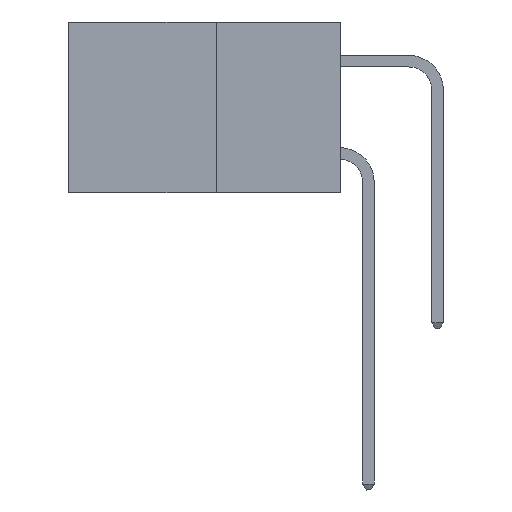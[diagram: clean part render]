
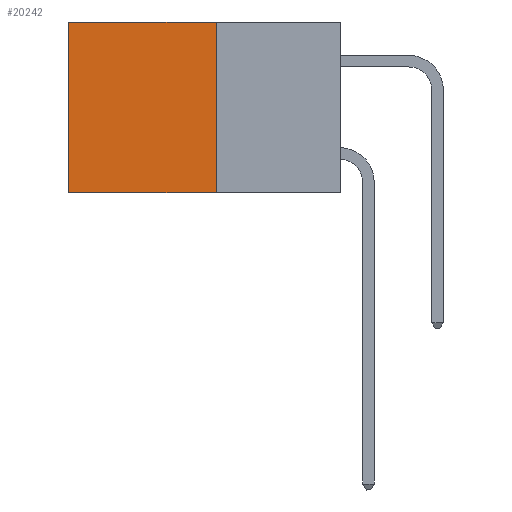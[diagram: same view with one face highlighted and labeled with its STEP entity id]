
A CAD part, left-side view. The second image highlights one B-rep face of the part: STEP entity #20242.
In plain terms, the highlighted planar face has unit normal (-1, 0, 0).
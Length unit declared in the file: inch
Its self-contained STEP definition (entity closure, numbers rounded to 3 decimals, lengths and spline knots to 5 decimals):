
#823 = AXIS2_PLACEMENT_3D ( 'NONE', #1108, #17961, #3684 ) ;
#1108 = CARTESIAN_POINT ( 'NONE',  ( 0.277, 0.27, -0.37 ) ) ;
#1995 = VERTEX_POINT ( 'NONE', #18729 ) ;
#3684 = DIRECTION ( 'NONE',  ( 0., 0., -1. ) ) ;
#3846 = EDGE_CURVE ( 'NONE', #27407, #1995, #11618, .T. ) ;
#4978 = VECTOR ( 'NONE', #12367, 39.37008 ) ;
#5445 = CARTESIAN_POINT ( 'NONE',  ( 0.277, 0.59, -0.37 ) ) ;
#5460 = EDGE_LOOP ( 'NONE', ( #20096, #22160, #20439, #14933 ) ) ;
#5613 = EDGE_CURVE ( 'NONE', #1995, #10011, #16319, .T. ) ;
#7813 = DIRECTION ( 'NONE',  ( 0., 0., -1. ) ) ;
#8863 = FACE_OUTER_BOUND ( 'NONE', #5460, .T. ) ;
#9255 = VECTOR ( 'NONE', #15503, 39.37008 ) ;
#9926 = EDGE_CURVE ( 'NONE', #23556, #10011, #12104, .T. ) ;
#10011 = VERTEX_POINT ( 'NONE', #5445 ) ;
#11618 = LINE ( 'NONE', #23553, #29334 ) ;
#12104 = LINE ( 'NONE', #23906, #4978 ) ;
#12367 = DIRECTION ( 'NONE',  ( 0., 1., 0. ) ) ;
#14023 = CARTESIAN_POINT ( 'NONE',  ( 0.277, 0.27, 0. ) ) ;
#14933 = ORIENTED_EDGE ( 'NONE', *, *, #3846, .T. ) ;
#15503 = DIRECTION ( 'NONE',  ( 0., 0., -1. ) ) ;
#15630 = PLANE ( 'NONE',  #823 ) ;
#16319 = LINE ( 'NONE', #22856, #9255 ) ;
#17463 = EDGE_CURVE ( 'NONE', #27407, #23556, #21154, .T. ) ;
#17681 = CARTESIAN_POINT ( 'NONE',  ( 0.277, 0.27, -0.37 ) ) ;
#17961 = DIRECTION ( 'NONE',  ( 1., 0., 0. ) ) ;
#18729 = CARTESIAN_POINT ( 'NONE',  ( 0.277, 0.59, 0. ) ) ;
#20096 = ORIENTED_EDGE ( 'NONE', *, *, #5613, .T. ) ;
#20242 = ADVANCED_FACE ( 'NONE', ( #8863 ), #15630, .F. ) ;
#20439 = ORIENTED_EDGE ( 'NONE', *, *, #17463, .F. ) ;
#21154 = LINE ( 'NONE', #28679, #25752 ) ;
#22160 = ORIENTED_EDGE ( 'NONE', *, *, #9926, .F. ) ;
#22856 = CARTESIAN_POINT ( 'NONE',  ( 0.277, 0.59, -0.37 ) ) ;
#23485 = DIRECTION ( 'NONE',  ( 0., 1., 0. ) ) ;
#23553 = CARTESIAN_POINT ( 'NONE',  ( 0.277, 0.27, 0. ) ) ;
#23556 = VERTEX_POINT ( 'NONE', #17681 ) ;
#23906 = CARTESIAN_POINT ( 'NONE',  ( 0.277, 0.27, -0.37 ) ) ;
#25752 = VECTOR ( 'NONE', #7813, 39.37008 ) ;
#27407 = VERTEX_POINT ( 'NONE', #14023 ) ;
#28679 = CARTESIAN_POINT ( 'NONE',  ( 0.277, 0.27, -0.37 ) ) ;
#29334 = VECTOR ( 'NONE', #23485, 39.37008 ) ;
